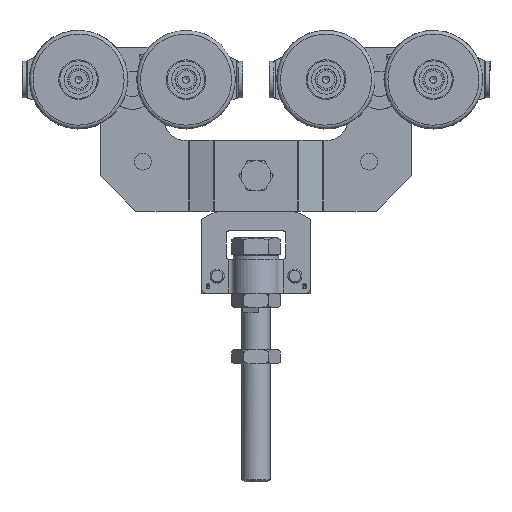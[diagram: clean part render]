
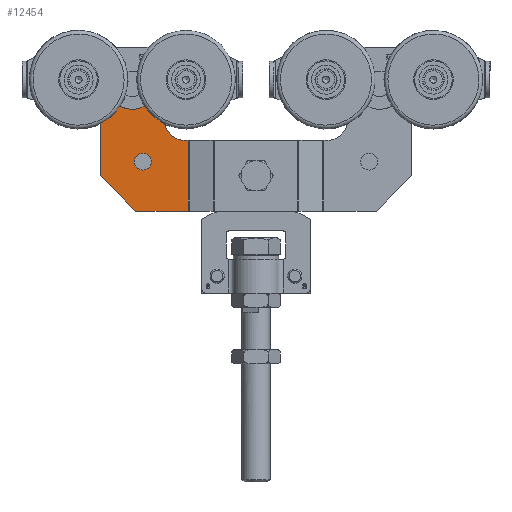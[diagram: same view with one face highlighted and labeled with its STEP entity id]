
A CAD part, front view. The second image highlights one B-rep face of the part: STEP entity #12454.
In plain terms, the highlighted face is planar.
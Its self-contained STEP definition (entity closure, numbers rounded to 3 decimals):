
#1314=LINE('',#21582,#2247);
#1322=LINE('',#21609,#2255);
#1334=LINE('',#21647,#2267);
#1368=LINE('',#21743,#2301);
#1372=LINE('',#21756,#2305);
#1373=LINE('',#21760,#2306);
#1374=LINE('',#21764,#2307);
#1375=LINE('',#21766,#2308);
#1376=LINE('',#21768,#2309);
#1377=LINE('',#21771,#2310);
#2247=VECTOR('',#15821,10.);
#2255=VECTOR('',#15845,10.);
#2267=VECTOR('',#15875,10.);
#2301=VECTOR('',#15965,10.);
#2305=VECTOR('',#15981,10.);
#2306=VECTOR('',#15984,10.);
#2307=VECTOR('',#15987,10.);
#2308=VECTOR('',#15988,10.);
#2309=VECTOR('',#15989,10.);
#2310=VECTOR('',#15992,10.);
#2901=PLANE('',#13556);
#3119=FACE_BOUND('',#4667,.T.);
#3120=FACE_BOUND('',#4668,.T.);
#3843=FACE_OUTER_BOUND('',#4666,.T.);
#4666=EDGE_LOOP('',(#10537,#10538,#10539,#10540,#10541,#10542,#10543,#10544,
#10545,#10546,#10547,#10548,#10549));
#4667=EDGE_LOOP('',(#10550));
#4668=EDGE_LOOP('',(#10551));
#5229=CIRCLE('',#13508,3.1);
#5257=CIRCLE('',#13557,15.);
#5258=CIRCLE('',#13558,5.);
#5259=CIRCLE('',#13559,5.);
#5260=CIRCLE('',#13560,8.1);
#6189=VERTEX_POINT('',#21580);
#6190=VERTEX_POINT('',#21581);
#6197=VERTEX_POINT('',#21598);
#6201=VERTEX_POINT('',#21608);
#6218=VERTEX_POINT('',#21645);
#6252=VERTEX_POINT('',#21741);
#6255=VERTEX_POINT('',#21755);
#6256=VERTEX_POINT('',#21757);
#6257=VERTEX_POINT('',#21759);
#6258=VERTEX_POINT('',#21761);
#6259=VERTEX_POINT('',#21763);
#6260=VERTEX_POINT('',#21765);
#6261=VERTEX_POINT('',#21767);
#6262=VERTEX_POINT('',#21769);
#6263=VERTEX_POINT('',#21772);
#7697=EDGE_CURVE('',#6189,#6190,#1314,.T.);
#7705=EDGE_CURVE('',#6197,#6197,#5229,.T.);
#7709=EDGE_CURVE('',#6189,#6201,#1322,.T.);
#7729=EDGE_CURVE('',#6218,#6190,#1334,.T.);
#7777=EDGE_CURVE('',#6252,#6218,#1368,.T.);
#7783=EDGE_CURVE('',#6255,#6252,#1372,.T.);
#7784=EDGE_CURVE('',#6256,#6255,#5257,.T.);
#7785=EDGE_CURVE('',#6257,#6256,#1373,.T.);
#7786=EDGE_CURVE('',#6258,#6257,#5258,.T.);
#7787=EDGE_CURVE('',#6259,#6258,#1374,.T.);
#7788=EDGE_CURVE('',#6260,#6259,#1375,.T.);
#7789=EDGE_CURVE('',#6261,#6260,#1376,.T.);
#7790=EDGE_CURVE('',#6262,#6261,#5259,.T.);
#7791=EDGE_CURVE('',#6201,#6262,#1377,.T.);
#7792=EDGE_CURVE('',#6263,#6263,#5260,.T.);
#10537=ORIENTED_EDGE('',*,*,#7697,.T.);
#10538=ORIENTED_EDGE('',*,*,#7729,.F.);
#10539=ORIENTED_EDGE('',*,*,#7777,.F.);
#10540=ORIENTED_EDGE('',*,*,#7783,.F.);
#10541=ORIENTED_EDGE('',*,*,#7784,.F.);
#10542=ORIENTED_EDGE('',*,*,#7785,.F.);
#10543=ORIENTED_EDGE('',*,*,#7786,.F.);
#10544=ORIENTED_EDGE('',*,*,#7787,.F.);
#10545=ORIENTED_EDGE('',*,*,#7788,.F.);
#10546=ORIENTED_EDGE('',*,*,#7789,.F.);
#10547=ORIENTED_EDGE('',*,*,#7790,.F.);
#10548=ORIENTED_EDGE('',*,*,#7791,.F.);
#10549=ORIENTED_EDGE('',*,*,#7709,.F.);
#10550=ORIENTED_EDGE('',*,*,#7705,.T.);
#10551=ORIENTED_EDGE('',*,*,#7792,.T.);
#12454=ADVANCED_FACE('',(#3843,#3119,#3120),#2901,.T.);
#13508=AXIS2_PLACEMENT_3D('',#21599,#15833,#15834);
#13556=AXIS2_PLACEMENT_3D('',#21754,#15979,#15980);
#13557=AXIS2_PLACEMENT_3D('',#21758,#15982,#15983);
#13558=AXIS2_PLACEMENT_3D('',#21762,#15985,#15986);
#13559=AXIS2_PLACEMENT_3D('',#21770,#15990,#15991);
#13560=AXIS2_PLACEMENT_3D('',#21773,#15993,#15994);
#15821=DIRECTION('',(0.707,-0.707,0.));
#15833=DIRECTION('center_axis',(0.,0.,-1.));
#15834=DIRECTION('ref_axis',(-1.,0.,0.));
#15845=DIRECTION('',(0.,1.,0.));
#15875=DIRECTION('',(-1.,0.,0.));
#15965=DIRECTION('',(0.,-1.,0.));
#15979=DIRECTION('center_axis',(0.,0.,1.));
#15980=DIRECTION('ref_axis',(1.,0.,0.));
#15981=DIRECTION('',(1.,0.,0.));
#15982=DIRECTION('center_axis',(0.,0.,1.));
#15983=DIRECTION('ref_axis',(1.,0.,0.));
#15984=DIRECTION('',(1.,0.,0.));
#15985=DIRECTION('center_axis',(0.,0.,1.));
#15986=DIRECTION('ref_axis',(1.,0.,0.));
#15987=DIRECTION('',(0.,-1.,0.));
#15988=DIRECTION('',(1.,0.,0.));
#15989=DIRECTION('',(0.,1.,0.));
#15990=DIRECTION('center_axis',(0.,0.,1.));
#15991=DIRECTION('ref_axis',(0.,1.,0.));
#15992=DIRECTION('',(1.,0.,0.));
#15993=DIRECTION('center_axis',(0.,0.,-1.));
#15994=DIRECTION('ref_axis',(-1.,0.,0.));
#21580=CARTESIAN_POINT('',(-9.,165.82,4.));
#21581=CARTESIAN_POINT('',(16.,140.82,4.));
#21582=CARTESIAN_POINT('',(24.834,131.986,4.));
#21598=CARTESIAN_POINT('',(24.1,175.82,4.));
#21599=CARTESIAN_POINT('Origin',(21.,175.82,4.));
#21608=CARTESIAN_POINT('',(-9.,205.82,4.));
#21609=CARTESIAN_POINT('',(-9.,205.82,4.));
#21645=CARTESIAN_POINT('',(53.12,140.82,4.));
#21647=CARTESIAN_POINT('',(53.12,140.82,4.));
#21741=CARTESIAN_POINT('',(53.12,190.82,4.));
#21743=CARTESIAN_POINT('',(53.12,140.82,4.));
#21754=CARTESIAN_POINT('Origin',(101.,190.484,4.));
#21755=CARTESIAN_POINT('',(51.,190.82,4.));
#21756=CARTESIAN_POINT('',(151.,190.82,4.));
#21757=CARTESIAN_POINT('',(36.,205.82,4.));
#21758=CARTESIAN_POINT('Origin',(51.,205.82,4.));
#21759=CARTESIAN_POINT('',(35.5,205.82,4.));
#21760=CARTESIAN_POINT('',(36.,205.82,4.));
#21761=CARTESIAN_POINT('',(30.5,210.82,4.));
#21762=CARTESIAN_POINT('Origin',(35.5,210.82,4.));
#21763=CARTESIAN_POINT('',(30.5,250.82,4.));
#21764=CARTESIAN_POINT('',(30.5,210.82,4.));
#21765=CARTESIAN_POINT('',(-3.5,250.82,4.));
#21766=CARTESIAN_POINT('',(30.5,250.82,4.));
#21767=CARTESIAN_POINT('',(-3.5,210.82,4.));
#21768=CARTESIAN_POINT('',(-3.5,250.82,4.));
#21769=CARTESIAN_POINT('',(-8.5,205.82,4.));
#21770=CARTESIAN_POINT('Origin',(-8.5,210.82,4.));
#21771=CARTESIAN_POINT('',(-8.5,205.82,4.));
#21772=CARTESIAN_POINT('',(21.6,230.82,4.));
#21773=CARTESIAN_POINT('Origin',(13.5,230.82,4.));
